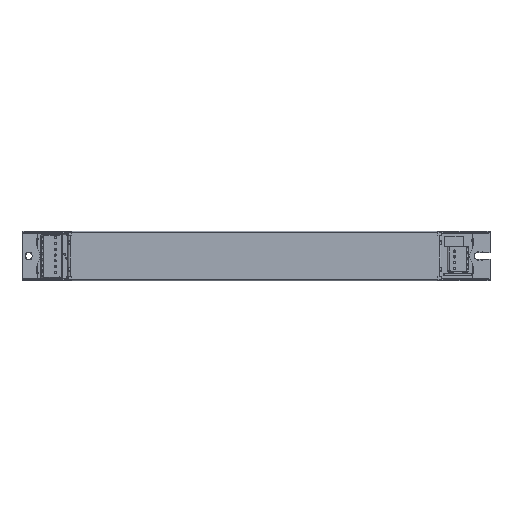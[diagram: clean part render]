
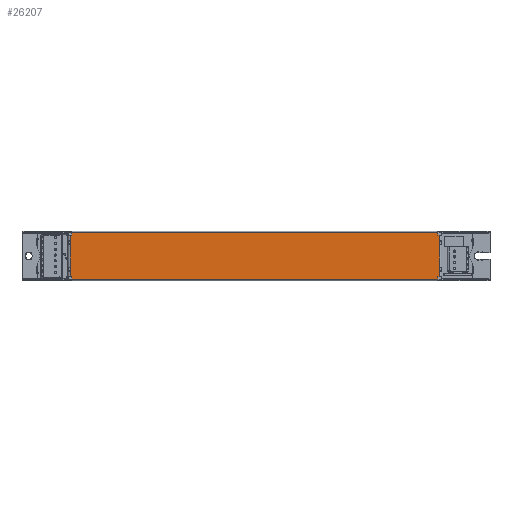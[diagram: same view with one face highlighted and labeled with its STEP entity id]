
A CAD part, top view. The second image highlights one B-rep face of the part: STEP entity #26207.
In plain terms, the highlighted planar face has unit normal (0, 0, 1).
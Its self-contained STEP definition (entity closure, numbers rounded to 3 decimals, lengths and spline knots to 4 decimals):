
#990=CIRCLE('',#27687,0.0433);
#991=CIRCLE('',#27688,0.0433);
#992=CIRCLE('',#27689,0.0433);
#993=CIRCLE('',#27690,0.0433);
#2285=FACE_OUTER_BOUND('',#3724,.T.);
#3724=EDGE_LOOP('',(#16913,#16914,#16915,#16916,#16917,#16918,#16919,#16920,
#16921,#16922,#16923,#16924,#16925,#16926,#16927,#16928,#16929,#16930,#16931,
#16932));
#5349=LINE('',#38185,#7838);
#5350=LINE('',#38191,#7839);
#5354=LINE('',#38202,#7843);
#5360=LINE('',#38218,#7849);
#5365=LINE('',#38232,#7854);
#5380=LINE('',#38269,#7869);
#5381=LINE('',#38270,#7870);
#5382=LINE('',#38272,#7871);
#5383=LINE('',#38274,#7872);
#5384=LINE('',#38276,#7873);
#5385=LINE('',#38280,#7874);
#5386=LINE('',#38283,#7875);
#5387=LINE('',#38284,#7876);
#5388=LINE('',#38286,#7877);
#5389=LINE('',#38288,#7878);
#5390=LINE('',#38291,#7879);
#7838=VECTOR('',#30512,8.622);
#7839=VECTOR('',#30517,8.622);
#7843=VECTOR('',#30527,0.0512);
#7849=VECTOR('',#30539,0.0409);
#7854=VECTOR('',#30550,0.0409);
#7869=VECTOR('',#30577,0.1502);
#7870=VECTOR('',#30578,0.0512);
#7871=VECTOR('',#30579,0.0512);
#7872=VECTOR('',#30580,0.0409);
#7873=VECTOR('',#30581,0.1502);
#7874=VECTOR('',#30584,0.5759);
#7875=VECTOR('',#30587,0.1502);
#7876=VECTOR('',#30588,0.0512);
#7877=VECTOR('',#30589,0.0409);
#7878=VECTOR('',#30590,0.1502);
#7879=VECTOR('',#30593,0.5759);
#10283=VERTEX_POINT('',#38178);
#10286=VERTEX_POINT('',#38183);
#10288=VERTEX_POINT('',#38188);
#10289=VERTEX_POINT('',#38190);
#10293=VERTEX_POINT('',#38200);
#10299=VERTEX_POINT('',#38215);
#10300=VERTEX_POINT('',#38217);
#10305=VERTEX_POINT('',#38229);
#10306=VERTEX_POINT('',#38231);
#10321=VERTEX_POINT('',#38266);
#10322=VERTEX_POINT('',#38267);
#10323=VERTEX_POINT('',#38271);
#10324=VERTEX_POINT('',#38273);
#10325=VERTEX_POINT('',#38275);
#10326=VERTEX_POINT('',#38277);
#10327=VERTEX_POINT('',#38279);
#10328=VERTEX_POINT('',#38281);
#10329=VERTEX_POINT('',#38285);
#10330=VERTEX_POINT('',#38287);
#10331=VERTEX_POINT('',#38289);
#12818=EDGE_CURVE('',#10286,#10283,#5349,.T.);
#12820=EDGE_CURVE('',#10289,#10288,#5350,.T.);
#12826=EDGE_CURVE('',#10288,#10293,#5354,.T.);
#12834=EDGE_CURVE('',#10300,#10299,#5360,.T.);
#12841=EDGE_CURVE('',#10306,#10305,#5365,.T.);
#12857=EDGE_CURVE('',#10321,#10322,#990,.T.);
#12858=EDGE_CURVE('',#10322,#10306,#5380,.T.);
#12859=EDGE_CURVE('',#10305,#10283,#5381,.T.);
#12860=EDGE_CURVE('',#10286,#10323,#5382,.T.);
#12861=EDGE_CURVE('',#10323,#10324,#5383,.T.);
#12862=EDGE_CURVE('',#10324,#10325,#5384,.T.);
#12863=EDGE_CURVE('',#10325,#10326,#991,.T.);
#12864=EDGE_CURVE('',#10326,#10327,#5385,.T.);
#12865=EDGE_CURVE('',#10327,#10328,#992,.T.);
#12866=EDGE_CURVE('',#10328,#10300,#5386,.T.);
#12867=EDGE_CURVE('',#10299,#10289,#5387,.T.);
#12868=EDGE_CURVE('',#10293,#10329,#5388,.T.);
#12869=EDGE_CURVE('',#10329,#10330,#5389,.T.);
#12870=EDGE_CURVE('',#10330,#10331,#993,.T.);
#12871=EDGE_CURVE('',#10331,#10321,#5390,.T.);
#16913=ORIENTED_EDGE('',*,*,#12857,.T.);
#16914=ORIENTED_EDGE('',*,*,#12858,.T.);
#16915=ORIENTED_EDGE('',*,*,#12841,.T.);
#16916=ORIENTED_EDGE('',*,*,#12859,.T.);
#16917=ORIENTED_EDGE('',*,*,#12818,.F.);
#16918=ORIENTED_EDGE('',*,*,#12860,.T.);
#16919=ORIENTED_EDGE('',*,*,#12861,.T.);
#16920=ORIENTED_EDGE('',*,*,#12862,.T.);
#16921=ORIENTED_EDGE('',*,*,#12863,.T.);
#16922=ORIENTED_EDGE('',*,*,#12864,.T.);
#16923=ORIENTED_EDGE('',*,*,#12865,.T.);
#16924=ORIENTED_EDGE('',*,*,#12866,.T.);
#16925=ORIENTED_EDGE('',*,*,#12834,.T.);
#16926=ORIENTED_EDGE('',*,*,#12867,.T.);
#16927=ORIENTED_EDGE('',*,*,#12820,.T.);
#16928=ORIENTED_EDGE('',*,*,#12826,.T.);
#16929=ORIENTED_EDGE('',*,*,#12868,.T.);
#16930=ORIENTED_EDGE('',*,*,#12869,.T.);
#16931=ORIENTED_EDGE('',*,*,#12870,.T.);
#16932=ORIENTED_EDGE('',*,*,#12871,.T.);
#24355=PLANE('',#27686);
#26207=ADVANCED_FACE('',(#2285),#24355,.T.);
#27686=AXIS2_PLACEMENT_3D('',#38265,#30573,#30574);
#27687=AXIS2_PLACEMENT_3D('',#38268,#30575,#30576);
#27688=AXIS2_PLACEMENT_3D('',#38278,#30582,#30583);
#27689=AXIS2_PLACEMENT_3D('',#38282,#30585,#30586);
#27690=AXIS2_PLACEMENT_3D('',#38290,#30591,#30592);
#30512=DIRECTION('',(1.,0.,0.));
#30517=DIRECTION('',(1.,0.,0.));
#30527=DIRECTION('',(0.,1.,0.));
#30539=DIRECTION('',(1.,0.,0.));
#30550=DIRECTION('',(-1.,0.,0.));
#30573=DIRECTION('center_axis',(0.,0.,
1.));
#30574=DIRECTION('ref_axis',(1.,0.,0.));
#30575=DIRECTION('center_axis',(0.,0.,
-1.));
#30576=DIRECTION('ref_axis',(-1.,0.,0.));
#30577=DIRECTION('',(0.,1.,0.));
#30578=DIRECTION('',(0.,1.,0.));
#30579=DIRECTION('',(0.,-1.,0.));
#30580=DIRECTION('',(-1.,0.,0.));
#30581=DIRECTION('',(0.,-1.,0.));
#30582=DIRECTION('center_axis',(0.,0.,
-1.));
#30583=DIRECTION('ref_axis',(-1.,0.,0.));
#30584=DIRECTION('',(0.,-1.,0.));
#30585=DIRECTION('center_axis',(0.,0.,
-1.));
#30586=DIRECTION('ref_axis',(-1.,0.,0.));
#30587=DIRECTION('',(0.,-1.,0.));
#30588=DIRECTION('',(0.,-1.,0.));
#30589=DIRECTION('',(1.,0.,0.));
#30590=DIRECTION('',(0.,1.,0.));
#30591=DIRECTION('center_axis',(0.,0.,
-1.));
#30592=DIRECTION('ref_axis',(-1.,0.,0.));
#30593=DIRECTION('',(0.,1.,0.));
#38178=CARTESIAN_POINT('',(9.4292,1.0709,0.6866));
#38183=CARTESIAN_POINT('',(0.8072,1.0709,0.6866));
#38185=CARTESIAN_POINT('',(0.8072,1.0709,0.6866));
#38188=CARTESIAN_POINT('',(9.4292,-0.0157,0.6866));
#38190=CARTESIAN_POINT('',(0.8072,-0.0157,0.6866));
#38191=CARTESIAN_POINT('',(0.8072,-0.0157,0.6866));
#38200=CARTESIAN_POINT('',(9.4292,0.0354,0.6866));
#38202=CARTESIAN_POINT('',(9.4292,1.0709,0.6866));
#38215=CARTESIAN_POINT('',(0.8072,0.0354,0.6866));
#38217=CARTESIAN_POINT('',(0.7662,0.0354,0.6866));
#38218=CARTESIAN_POINT('',(0.7127,0.0354,0.6866));
#38229=CARTESIAN_POINT('',(9.4292,1.0197,0.6866));
#38231=CARTESIAN_POINT('',(9.4702,1.0197,0.6866));
#38232=CARTESIAN_POINT('',(9.5237,1.0197,0.6866));
#38265=CARTESIAN_POINT('Origin',(0.8072,-0.0157,
0.6866));
#38266=CARTESIAN_POINT('',(9.4702,0.8155,0.6866));
#38267=CARTESIAN_POINT('',(9.4702,0.8695,0.6866));
#38268=CARTESIAN_POINT('Origin',(9.504,0.8425,0.6866));
#38269=CARTESIAN_POINT('',(9.4702,0.502,0.6866));
#38270=CARTESIAN_POINT('',(9.4292,1.0709,0.6866));
#38271=CARTESIAN_POINT('',(0.8072,1.0197,0.6866));
#38272=CARTESIAN_POINT('',(0.8072,1.0709,0.6866));
#38273=CARTESIAN_POINT('',(0.7662,1.0197,0.6866));
#38274=CARTESIAN_POINT('',(0.8072,1.0197,0.6866));
#38275=CARTESIAN_POINT('',(0.7662,0.8695,0.6866));
#38276=CARTESIAN_POINT('',(0.7662,0.502,0.6866));
#38277=CARTESIAN_POINT('',(0.7662,0.8155,0.6866));
#38278=CARTESIAN_POINT('Origin',(0.7324,0.8425,0.6866));
#38279=CARTESIAN_POINT('',(0.7662,0.2396,0.6866));
#38280=CARTESIAN_POINT('',(0.7662,0.502,0.6866));
#38281=CARTESIAN_POINT('',(0.7662,0.1856,0.6866));
#38282=CARTESIAN_POINT('Origin',(0.7324,0.2126,0.6866));
#38283=CARTESIAN_POINT('',(0.7662,0.502,0.6866));
#38284=CARTESIAN_POINT('',(0.8072,1.0709,0.6866));
#38285=CARTESIAN_POINT('',(9.4702,0.0354,0.6866));
#38286=CARTESIAN_POINT('',(9.4292,0.0354,0.6866));
#38287=CARTESIAN_POINT('',(9.4702,0.1856,0.6866));
#38288=CARTESIAN_POINT('',(9.4702,0.502,0.6866));
#38289=CARTESIAN_POINT('',(9.4702,0.2396,0.6866));
#38290=CARTESIAN_POINT('Origin',(9.504,0.2126,0.6866));
#38291=CARTESIAN_POINT('',(9.4702,0.502,0.6866));
